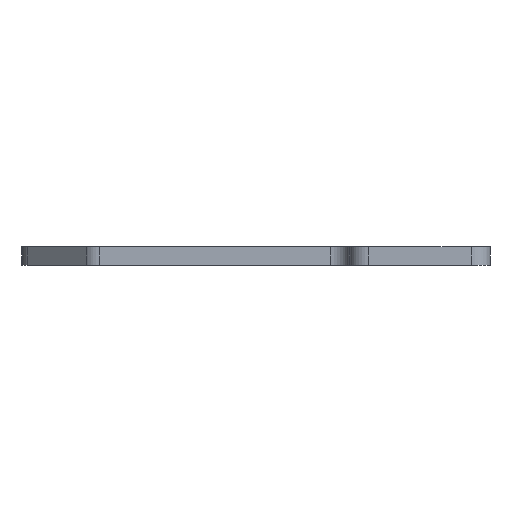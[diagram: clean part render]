
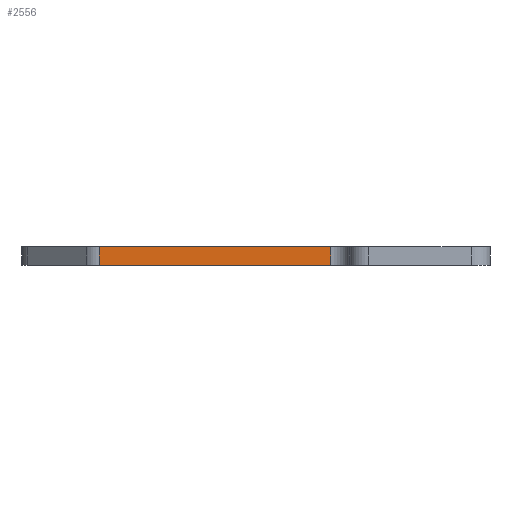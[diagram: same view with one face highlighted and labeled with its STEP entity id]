
A CAD part, left-side view. The second image highlights one B-rep face of the part: STEP entity #2556.
In plain terms, the highlighted planar face has unit normal (-1, 0, 0).
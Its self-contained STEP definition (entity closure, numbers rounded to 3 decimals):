
#15 = VERTEX_POINT ( 'NONE', #1164 ) ;
#146 = EDGE_LOOP ( 'NONE', ( #781, #688, #3673, #3047 ) ) ;
#153 = AXIS2_PLACEMENT_3D ( 'NONE', #3345, #2274, #1915 ) ;
#305 = EDGE_CURVE ( 'NONE', #594, #447, #1591, .T. ) ;
#447 = VERTEX_POINT ( 'NONE', #2019 ) ;
#594 = VERTEX_POINT ( 'NONE', #1749 ) ;
#595 = DIRECTION ( 'NONE',  ( 0., 1., 0. ) ) ;
#688 = ORIENTED_EDGE ( 'NONE', *, *, #305, .T. ) ;
#781 = ORIENTED_EDGE ( 'NONE', *, *, #2798, .F. ) ;
#838 = CARTESIAN_POINT ( 'NONE',  ( -100.8, 33.493, -4. ) ) ;
#878 = DIRECTION ( 'NONE',  ( 0., 0., -1. ) ) ;
#1040 = EDGE_CURVE ( 'NONE', #2562, #15, #3432, .T. ) ;
#1164 = CARTESIAN_POINT ( 'NONE',  ( -100.8, 33.493, -4. ) ) ;
#1527 = CARTESIAN_POINT ( 'NONE',  ( -100.8, -50., 0. ) ) ;
#1591 = LINE ( 'NONE', #2744, #3370 ) ;
#1749 = CARTESIAN_POINT ( 'NONE',  ( -100.8, -16., -4. ) ) ;
#1808 = CARTESIAN_POINT ( 'NONE',  ( -100.8, -50., -4. ) ) ;
#1863 = FACE_OUTER_BOUND ( 'NONE', #146, .T. ) ;
#1915 = DIRECTION ( 'NONE',  ( 0., 0., -1. ) ) ;
#1974 = PLANE ( 'NONE',  #153 ) ;
#2019 = CARTESIAN_POINT ( 'NONE',  ( -100.8, -16., 0. ) ) ;
#2149 = VECTOR ( 'NONE', #878, 1000. ) ;
#2274 = DIRECTION ( 'NONE',  ( 1., 0., 0. ) ) ;
#2389 = EDGE_CURVE ( 'NONE', #447, #2562, #2910, .T. ) ;
#2556 = ADVANCED_FACE ( 'NONE', ( #1863 ), #1974, .F. ) ;
#2562 = VERTEX_POINT ( 'NONE', #3700 ) ;
#2654 = DIRECTION ( 'NONE',  ( 0., 1., 0. ) ) ;
#2744 = CARTESIAN_POINT ( 'NONE',  ( -100.8, -16., -4. ) ) ;
#2798 = EDGE_CURVE ( 'NONE', #594, #15, #3246, .T. ) ;
#2910 = LINE ( 'NONE', #1527, #3306 ) ;
#3047 = ORIENTED_EDGE ( 'NONE', *, *, #1040, .T. ) ;
#3056 = DIRECTION ( 'NONE',  ( 0., 0., 1. ) ) ;
#3246 = LINE ( 'NONE', #1808, #3626 ) ;
#3306 = VECTOR ( 'NONE', #2654, 1000. ) ;
#3345 = CARTESIAN_POINT ( 'NONE',  ( -100.8, -50., -4. ) ) ;
#3370 = VECTOR ( 'NONE', #3056, 1000. ) ;
#3432 = LINE ( 'NONE', #838, #2149 ) ;
#3626 = VECTOR ( 'NONE', #595, 1000. ) ;
#3673 = ORIENTED_EDGE ( 'NONE', *, *, #2389, .T. ) ;
#3700 = CARTESIAN_POINT ( 'NONE',  ( -100.8, 33.493, 0. ) ) ;
